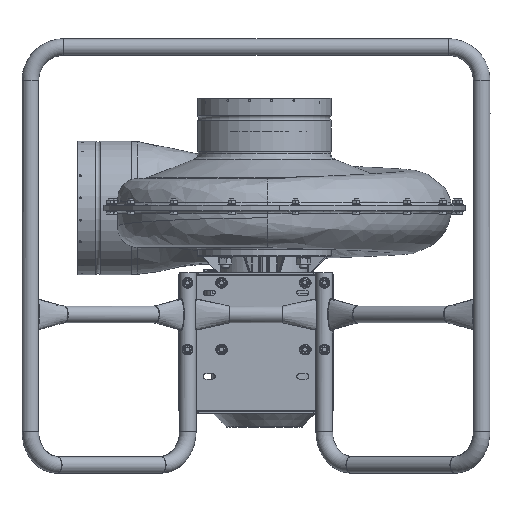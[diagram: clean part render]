
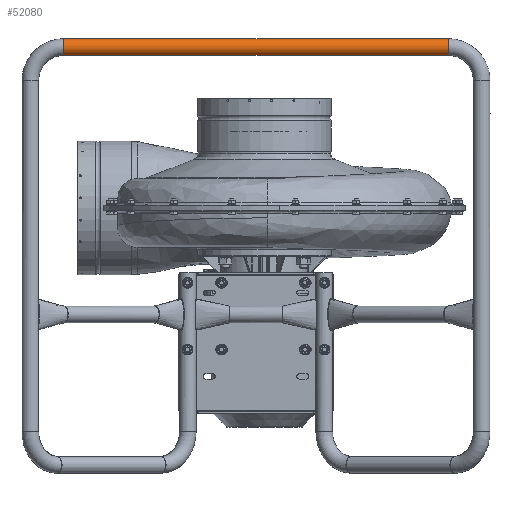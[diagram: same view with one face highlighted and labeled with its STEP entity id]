
A CAD part, front view. The second image highlights one B-rep face of the part: STEP entity #52080.
In plain terms, the highlighted cylindrical face has radius 12.5 mm (diameter 25 mm), a full revolution.
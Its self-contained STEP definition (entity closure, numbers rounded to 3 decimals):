
#6262=FACE_OUTER_BOUND('',#9577,.T.);
#9577=EDGE_LOOP('',(#45321,#45322,#45323,#45324,#45325,#45326));
#12745=LINE('',#123638,#15894);
#15894=VECTOR('',#71757,12.5);
#18538=CIRCLE('',#57608,12.5);
#18539=CIRCLE('',#57609,12.5);
#18540=CIRCLE('',#57611,12.5);
#18541=CIRCLE('',#57612,12.5);
#23626=VERTEX_POINT('',#123631);
#23627=VERTEX_POINT('',#123633);
#23628=VERTEX_POINT('',#123637);
#23629=VERTEX_POINT('',#123639);
#30870=EDGE_CURVE('',#23627,#23626,#18538,.T.);
#30871=EDGE_CURVE('',#23626,#23627,#18539,.T.);
#30872=EDGE_CURVE('',#23627,#23628,#12745,.T.);
#30873=EDGE_CURVE('',#23629,#23628,#18540,.T.);
#30874=EDGE_CURVE('',#23628,#23629,#18541,.T.);
#45321=ORIENTED_EDGE('',*,*,#30870,.T.);
#45322=ORIENTED_EDGE('',*,*,#30871,.T.);
#45323=ORIENTED_EDGE('',*,*,#30872,.T.);
#45324=ORIENTED_EDGE('',*,*,#30873,.F.);
#45325=ORIENTED_EDGE('',*,*,#30874,.F.);
#45326=ORIENTED_EDGE('',*,*,#30872,.F.);
#46255=CYLINDRICAL_SURFACE('',#57610,12.5);
#52080=ADVANCED_FACE('',(#6262),#46255,.T.);
#57608=AXIS2_PLACEMENT_3D('',#123634,#71751,#71752);
#57609=AXIS2_PLACEMENT_3D('',#123635,#71753,#71754);
#57610=AXIS2_PLACEMENT_3D('',#123636,#71755,#71756);
#57611=AXIS2_PLACEMENT_3D('',#123640,#71758,#71759);
#57612=AXIS2_PLACEMENT_3D('',#123641,#71760,#71761);
#71751=DIRECTION('center_axis',(-1.,0.,0.));
#71752=DIRECTION('ref_axis',(0.,0.962,-0.273));
#71753=DIRECTION('center_axis',(-1.,0.,0.));
#71754=DIRECTION('ref_axis',(0.,0.962,-0.273));
#71755=DIRECTION('center_axis',(1.,0.,0.));
#71756=DIRECTION('ref_axis',(0.,0.962,-0.273));
#71757=DIRECTION('',(-1.,0.,0.));
#71758=DIRECTION('center_axis',(-1.,0.,0.));
#71759=DIRECTION('ref_axis',(0.,0.962,-0.273));
#71760=DIRECTION('center_axis',(-1.,0.,0.));
#71761=DIRECTION('ref_axis',(0.,0.962,-0.273));
#123631=CARTESIAN_POINT('',(275.014,-298.506,228.057));
#123633=CARTESIAN_POINT('',(275.014,-310.53,243.975));
#123634=CARTESIAN_POINT('Origin',(275.014,-298.506,240.557));
#123635=CARTESIAN_POINT('Origin',(275.014,-298.506,240.557));
#123636=CARTESIAN_POINT('Origin',(-299.986,-298.506,240.557));
#123637=CARTESIAN_POINT('',(-299.986,-310.53,243.975));
#123638=CARTESIAN_POINT('',(-299.986,-310.53,243.975));
#123639=CARTESIAN_POINT('',(-299.986,-298.506,228.057));
#123640=CARTESIAN_POINT('Origin',(-299.986,-298.506,240.557));
#123641=CARTESIAN_POINT('Origin',(-299.986,-298.506,240.557));
